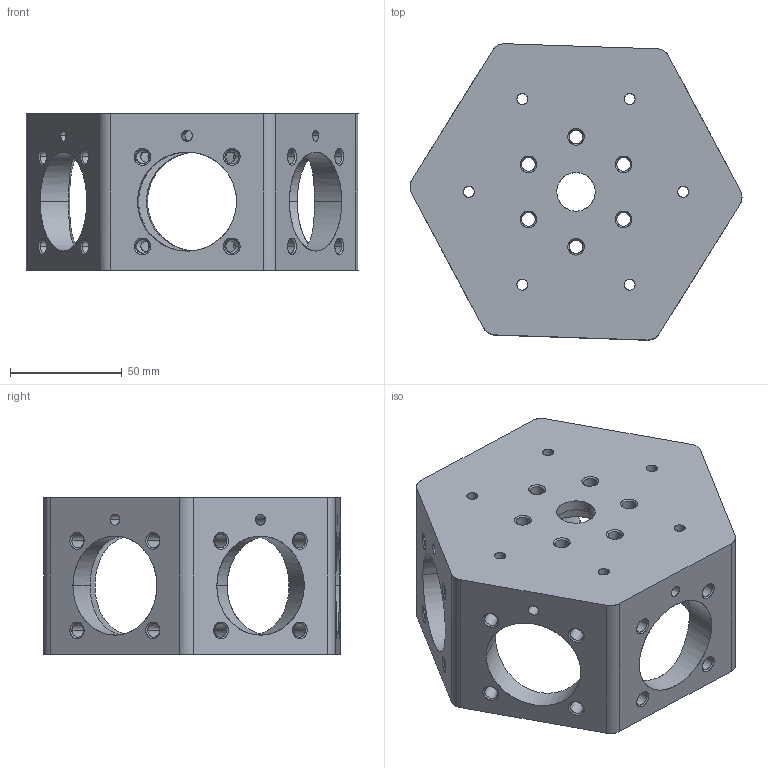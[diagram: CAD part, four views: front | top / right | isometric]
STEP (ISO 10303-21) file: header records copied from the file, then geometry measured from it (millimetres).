
FILE_DESCRIPTION(('FreeCAD Model'),'2;1');
FILE_NAME('Open CASCADE Shape Model','2025-04-26T22:37:11',('FreeCAD'),( 'FreeCAD'),'Open CASCADE STEP processor 7.6','FreeCAD','Unknown');
FILE_SCHEMA(('AUTOMOTIVE_DESIGN { 1 0 10303 214 1 1 1 1 }'));
Products named in the file (1): Open CASCADE STEP translator 7.6 1
Bounding box: 148.71 x 132.74 x 70.18 mm (x, y, z)
Surface area: 82824.2 mm2 (no closed solid volume)
Topology: 0 solids, 241 shells, 241 faces, 5785 edges, 5779 vertices
Faces by surface type: bspline 241
Entity records: 52317 total; most frequent: CARTESIAN_POINT 28203, ORIENTED_EDGE 5785, EDGE_CURVE 5785, VERTEX_POINT 5779, B_SPLINE_CURVE_WITH_KNOTS 5347, FACE_BOUND 329, EDGE_LOOP 329, SHELL_BASED_SURFACE_MODEL 241
